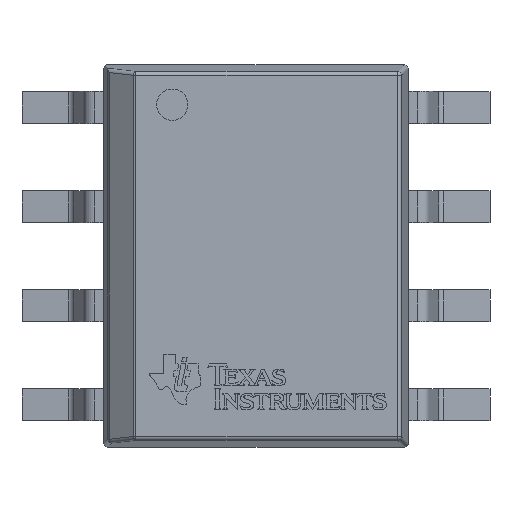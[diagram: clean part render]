
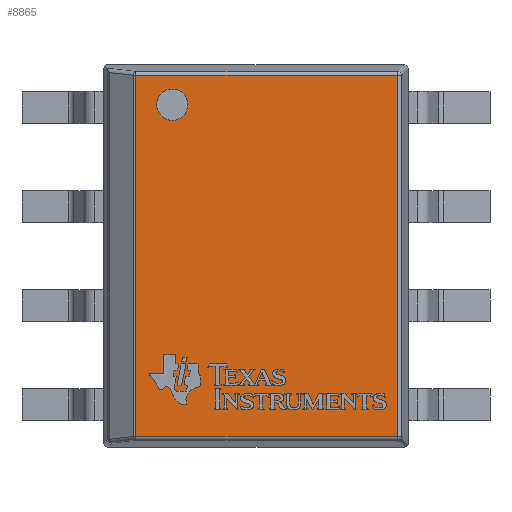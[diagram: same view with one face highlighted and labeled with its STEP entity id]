
A CAD part, top view. The second image highlights one B-rep face of the part: STEP entity #8865.
In plain terms, the highlighted planar face has unit normal (0, 0, 1).
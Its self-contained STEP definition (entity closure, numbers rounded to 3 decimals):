
#660=PLANE('',#9573);
#976=FACE_OUTER_BOUND('',#1479,.T.);
#1479=EDGE_LOOP('',(#6182,#6183,#6184,#6185));
#1975=LINE('',#11796,#2917);
#1977=LINE('',#11804,#2919);
#1979=LINE('',#11812,#2921);
#1980=LINE('',#11816,#2922);
#2917=VECTOR('',#9987,10.);
#2919=VECTOR('',#9995,10.);
#2921=VECTOR('',#10003,10.);
#2922=VECTOR('',#10008,10.);
#3903=VERTEX_POINT('',#11789);
#3906=VERTEX_POINT('',#11794);
#3909=VERTEX_POINT('',#11802);
#3912=VERTEX_POINT('',#11810);
#4793=EDGE_CURVE('',#3906,#3903,#1975,.T.);
#4797=EDGE_CURVE('',#3909,#3906,#1977,.T.);
#4801=EDGE_CURVE('',#3912,#3909,#1979,.T.);
#4803=EDGE_CURVE('',#3903,#3912,#1980,.T.);
#6182=ORIENTED_EDGE('',*,*,#4793,.F.);
#6183=ORIENTED_EDGE('',*,*,#4797,.F.);
#6184=ORIENTED_EDGE('',*,*,#4801,.F.);
#6185=ORIENTED_EDGE('',*,*,#4803,.F.);
#8865=ADVANCED_FACE('',(#976),#660,.T.);
#9573=AXIS2_PLACEMENT_3D('',#11854,#10054,#10055);
#9987=DIRECTION('',(-1.,0.,0.));
#9995=DIRECTION('',(0.,-1.,0.));
#10003=DIRECTION('',(1.,0.,0.));
#10008=DIRECTION('',(0.,1.,0.));
#10054=DIRECTION('center_axis',(0.,0.,1.));
#10055=DIRECTION('ref_axis',(1.,0.,0.));
#11789=CARTESIAN_POINT('',(-2.315,-1.542,1.45));
#11794=CARTESIAN_POINT('',(2.315,-1.542,1.45));
#11796=CARTESIAN_POINT('',(-0.306,-1.542,1.45));
#11802=CARTESIAN_POINT('',(2.315,1.815,1.45));
#11804=CARTESIAN_POINT('',(2.315,-0.488,1.45));
#11810=CARTESIAN_POINT('',(-2.315,1.815,1.45));
#11812=CARTESIAN_POINT('',(0.613,1.815,1.45));
#11816=CARTESIAN_POINT('',(-2.315,0.488,1.45));
#11854=CARTESIAN_POINT('Origin',(0.,0.,1.45));
